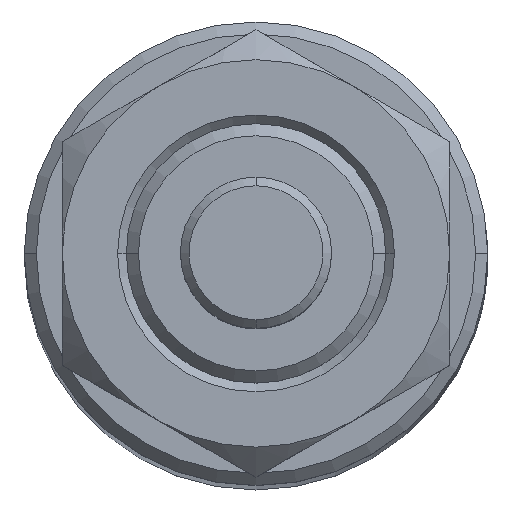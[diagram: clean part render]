
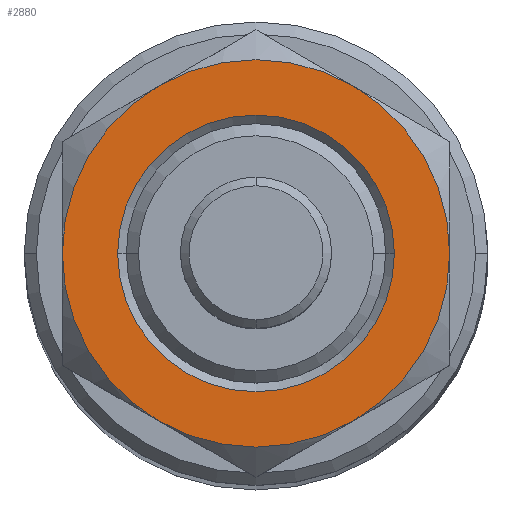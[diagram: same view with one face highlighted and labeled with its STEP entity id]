
A CAD part, top view. The second image highlights one B-rep face of the part: STEP entity #2880.
In plain terms, the highlighted planar face has unit normal (0, 0, 1).
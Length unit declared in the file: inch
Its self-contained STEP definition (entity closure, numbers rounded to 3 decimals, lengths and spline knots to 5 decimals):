
#8 = CARTESIAN_POINT ( 'NONE',  ( -0.56, 0., 0.21 ) ) ;
#70 = CARTESIAN_POINT ( 'NONE',  ( 0.28, 0.48497, 0.21 ) ) ;
#80 = CARTESIAN_POINT ( 'NONE',  ( -0.28, -0.48497, 0.21 ) ) ;
#82 = DIRECTION ( 'NONE',  ( -1., 0., 0. ) ) ;
#136 = AXIS2_PLACEMENT_3D ( 'NONE', #570, #2305, #810 ) ;
#258 = EDGE_CURVE ( 'NONE', #2680, #2423, #2198, .T. ) ;
#426 = DIRECTION ( 'NONE',  ( -1., 0., 0. ) ) ;
#475 = CARTESIAN_POINT ( 'NONE',  ( 0., 0., 0.21 ) ) ;
#531 = CIRCLE ( 'NONE', #833, 0.56 ) ;
#570 = CARTESIAN_POINT ( 'NONE',  ( 0., 0., 0.21 ) ) ;
#578 = EDGE_CURVE ( 'NONE', #1161, #2653, #3206, .T. ) ;
#618 = DIRECTION ( 'NONE',  ( 0., 0., -1. ) ) ;
#758 = CARTESIAN_POINT ( 'NONE',  ( 0.4, 0., 0.21 ) ) ;
#810 = DIRECTION ( 'NONE',  ( 1., 0., 0. ) ) ;
#819 = EDGE_CURVE ( 'NONE', #2653, #1188, #1292, .T. ) ;
#829 = AXIS2_PLACEMENT_3D ( 'NONE', #475, #2205, #2128 ) ;
#833 = AXIS2_PLACEMENT_3D ( 'NONE', #1211, #2940, #1454 ) ;
#834 = FACE_BOUND ( 'NONE', #2478, .T. ) ;
#870 = EDGE_CURVE ( 'NONE', #1814, #1161, #1786, .T. ) ;
#982 = CARTESIAN_POINT ( 'NONE',  ( 0., 0., 0.21 ) ) ;
#1038 = ORIENTED_EDGE ( 'NONE', *, *, #2539, .F. ) ;
#1053 = AXIS2_PLACEMENT_3D ( 'NONE', #982, #2714, #1245 ) ;
#1070 = AXIS2_PLACEMENT_3D ( 'NONE', #1122, #2844, #1368 ) ;
#1122 = CARTESIAN_POINT ( 'NONE',  ( 0., 0., 0.21 ) ) ;
#1157 = ORIENTED_EDGE ( 'NONE', *, *, #2996, .F. ) ;
#1161 = VERTEX_POINT ( 'NONE', #80 ) ;
#1188 = VERTEX_POINT ( 'NONE', #2117 ) ;
#1211 = CARTESIAN_POINT ( 'NONE',  ( 0., 0., 0.21 ) ) ;
#1245 = DIRECTION ( 'NONE',  ( -1., 0., 0. ) ) ;
#1285 = CARTESIAN_POINT ( 'NONE',  ( 0.28, -0.48497, 0.21 ) ) ;
#1292 = CIRCLE ( 'NONE', #1769, 0.56 ) ;
#1308 = EDGE_CURVE ( 'NONE', #2423, #2680, #1410, .T. ) ;
#1335 = CARTESIAN_POINT ( 'NONE',  ( 0., 0., 0.21 ) ) ;
#1368 = DIRECTION ( 'NONE',  ( -1., 0., 0. ) ) ;
#1410 = CIRCLE ( 'NONE', #1481, 0.4 ) ;
#1454 = DIRECTION ( 'NONE',  ( -1., 0., 0. ) ) ;
#1481 = AXIS2_PLACEMENT_3D ( 'NONE', #2091, #618, #2349 ) ;
#1526 = CARTESIAN_POINT ( 'NONE',  ( 0.56, 0., 0.21 ) ) ;
#1571 = DIRECTION ( 'NONE',  ( 0., 0., -1. ) ) ;
#1578 = DIRECTION ( 'NONE',  ( -1., 0., 0. ) ) ;
#1598 = ORIENTED_EDGE ( 'NONE', *, *, #578, .F. ) ;
#1663 = CARTESIAN_POINT ( 'NONE',  ( 0.56, 0.96995, 0.21 ) ) ;
#1691 = VERTEX_POINT ( 'NONE', #1526 ) ;
#1717 = ORIENTED_EDGE ( 'NONE', *, *, #1940, .T. ) ;
#1769 = AXIS2_PLACEMENT_3D ( 'NONE', #1335, #3082, #1578 ) ;
#1786 = CIRCLE ( 'NONE', #2261, 0.56 ) ;
#1814 = VERTEX_POINT ( 'NONE', #1285 ) ;
#1893 = ORIENTED_EDGE ( 'NONE', *, *, #258, .T. ) ;
#1922 = DIRECTION ( 'NONE',  ( 0., 0., -1. ) ) ;
#1940 = EDGE_CURVE ( 'NONE', #1691, #3139, #1962, .T. ) ;
#1962 = CIRCLE ( 'NONE', #136, 0.56 ) ;
#2091 = CARTESIAN_POINT ( 'NONE',  ( 0., 0., 0.21 ) ) ;
#2117 = CARTESIAN_POINT ( 'NONE',  ( -0.28, 0.48497, 0.21 ) ) ;
#2128 = DIRECTION ( 'NONE',  ( -1., 0., 0. ) ) ;
#2198 = CIRCLE ( 'NONE', #1070, 0.4 ) ;
#2205 = DIRECTION ( 'NONE',  ( 0., 0., -1. ) ) ;
#2238 = EDGE_LOOP ( 'NONE', ( #2455, #1598, #2845, #1038, #1717, #1157 ) ) ;
#2261 = AXIS2_PLACEMENT_3D ( 'NONE', #3071, #1571, #82 ) ;
#2305 = DIRECTION ( 'NONE',  ( 0., 0., 1. ) ) ;
#2349 = DIRECTION ( 'NONE',  ( -1., 0., 0. ) ) ;
#2423 = VERTEX_POINT ( 'NONE', #2938 ) ;
#2440 = CIRCLE ( 'NONE', #1053, 0.56 ) ;
#2455 = ORIENTED_EDGE ( 'NONE', *, *, #819, .F. ) ;
#2478 = EDGE_LOOP ( 'NONE', ( #1893, #2552 ) ) ;
#2539 = EDGE_CURVE ( 'NONE', #1691, #1814, #531, .T. ) ;
#2552 = ORIENTED_EDGE ( 'NONE', *, *, #1308, .T. ) ;
#2653 = VERTEX_POINT ( 'NONE', #8 ) ;
#2680 = VERTEX_POINT ( 'NONE', #758 ) ;
#2714 = DIRECTION ( 'NONE',  ( 0., 0., -1. ) ) ;
#2737 = FACE_OUTER_BOUND ( 'NONE', #2238, .T. ) ;
#2767 = AXIS2_PLACEMENT_3D ( 'NONE', #1663, #1922, #426 ) ;
#2844 = DIRECTION ( 'NONE',  ( 0., 0., -1. ) ) ;
#2845 = ORIENTED_EDGE ( 'NONE', *, *, #870, .F. ) ;
#2880 = ADVANCED_FACE ( 'NONE', ( #834, #2737 ), #2905, .F. ) ;
#2905 = PLANE ( 'NONE',  #2767 ) ;
#2938 = CARTESIAN_POINT ( 'NONE',  ( -0.4, 0., 0.21 ) ) ;
#2940 = DIRECTION ( 'NONE',  ( 0., 0., -1. ) ) ;
#2996 = EDGE_CURVE ( 'NONE', #1188, #3139, #2440, .T. ) ;
#3071 = CARTESIAN_POINT ( 'NONE',  ( 0., 0., 0.21 ) ) ;
#3082 = DIRECTION ( 'NONE',  ( 0., 0., -1. ) ) ;
#3139 = VERTEX_POINT ( 'NONE', #70 ) ;
#3206 = CIRCLE ( 'NONE', #829, 0.56 ) ;
